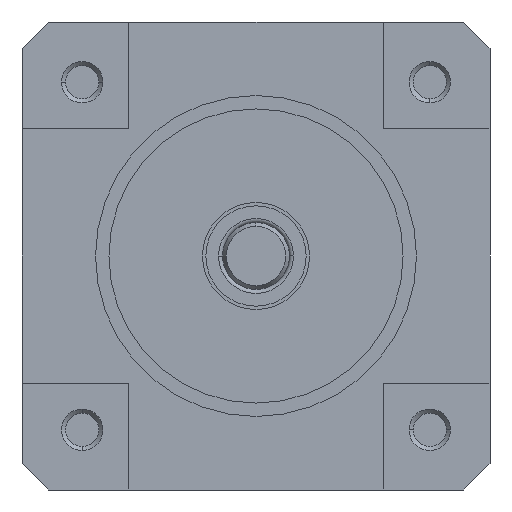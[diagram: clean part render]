
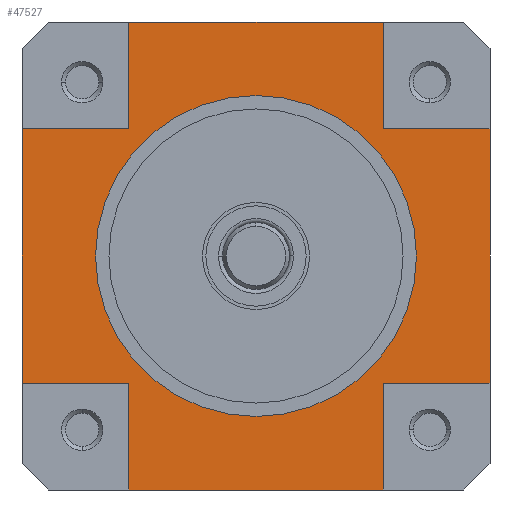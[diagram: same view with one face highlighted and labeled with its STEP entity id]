
A CAD part, left-side view. The second image highlights one B-rep face of the part: STEP entity #47527.
In plain terms, the highlighted planar face has unit normal (-1, 0, 0).
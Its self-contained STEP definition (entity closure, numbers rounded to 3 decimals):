
#11623=DIRECTION('',(0.,0.,1.));
#11624=VECTOR('',#11623,8.);
#11625=CARTESIAN_POINT('',(-11.35,9.5,-17.5));
#11626=LINE('',#11625,#11624);
#11627=DIRECTION('',(0.,-1.,0.));
#11628=VECTOR('',#11627,8.);
#11629=CARTESIAN_POINT('',(-11.35,17.5,-9.5));
#11630=LINE('',#11629,#11628);
#11631=DIRECTION('',(0.,0.,-1.));
#11632=VECTOR('',#11631,19.);
#11633=CARTESIAN_POINT('',(-11.35,17.5,9.5));
#11634=LINE('',#11633,#11632);
#11635=DIRECTION('',(0.,-1.,0.));
#11636=VECTOR('',#11635,8.);
#11637=CARTESIAN_POINT('',(-11.35,17.5,9.5));
#11638=LINE('',#11637,#11636);
#11639=DIRECTION('',(0.,0.,-1.));
#11640=VECTOR('',#11639,8.);
#11641=CARTESIAN_POINT('',(-11.35,9.5,17.5));
#11642=LINE('',#11641,#11640);
#11643=DIRECTION('',(0.,1.,0.));
#11644=VECTOR('',#11643,19.);
#11645=CARTESIAN_POINT('',(-11.35,-9.5,17.5));
#11646=LINE('',#11645,#11644);
#11647=DIRECTION('',(0.,0.,-1.));
#11648=VECTOR('',#11647,8.);
#11649=CARTESIAN_POINT('',(-11.35,-9.5,17.5));
#11650=LINE('',#11649,#11648);
#11651=DIRECTION('',(0.,1.,0.));
#11652=VECTOR('',#11651,8.);
#11653=CARTESIAN_POINT('',(-11.35,-17.5,9.5));
#11654=LINE('',#11653,#11652);
#11655=DIRECTION('',(0.,0.,1.));
#11656=VECTOR('',#11655,19.);
#11657=CARTESIAN_POINT('',(-11.35,-17.5,-9.5));
#11658=LINE('',#11657,#11656);
#11659=DIRECTION('',(0.,1.,0.));
#11660=VECTOR('',#11659,8.);
#11661=CARTESIAN_POINT('',(-11.35,-17.5,-9.5));
#11662=LINE('',#11661,#11660);
#11663=DIRECTION('',(0.,0.,1.));
#11664=VECTOR('',#11663,8.);
#11665=CARTESIAN_POINT('',(-11.35,-9.5,-17.5));
#11666=LINE('',#11665,#11664);
#11667=DIRECTION('',(0.,-1.,0.));
#11668=VECTOR('',#11667,19.);
#11669=CARTESIAN_POINT('',(-11.35,9.5,-17.5));
#11670=LINE('',#11669,#11668);
#11671=CARTESIAN_POINT('',(-11.35,0.,0.));
#11672=DIRECTION('',(-1.,0.,0.));
#11673=DIRECTION('',(0.,1.,0.));
#11674=AXIS2_PLACEMENT_3D('',#11671,#11672,#11673);
#11676=CARTESIAN_POINT('',(-11.35,0.,0.));
#11677=DIRECTION('',(-1.,0.,0.));
#11678=DIRECTION('',(0.,-1.,0.));
#11679=AXIS2_PLACEMENT_3D('',#11676,#11677,#11678);
#28570=CARTESIAN_POINT('',(-11.35,12.,0.));
#28571=CARTESIAN_POINT('',(-11.35,-12.,0.));
#28572=VERTEX_POINT('',#28570);
#28573=VERTEX_POINT('',#28571);
#28674=CARTESIAN_POINT('',(-11.35,9.5,-17.5));
#28675=CARTESIAN_POINT('',(-11.35,9.5,-9.5));
#28676=VERTEX_POINT('',#28674);
#28677=VERTEX_POINT('',#28675);
#28678=CARTESIAN_POINT('',(-11.35,17.5,-9.5));
#28679=VERTEX_POINT('',#28678);
#28680=CARTESIAN_POINT('',(-11.35,17.5,9.5));
#28681=CARTESIAN_POINT('',(-11.35,9.5,9.5));
#28682=VERTEX_POINT('',#28680);
#28683=VERTEX_POINT('',#28681);
#28684=CARTESIAN_POINT('',(-11.35,9.5,17.5));
#28685=VERTEX_POINT('',#28684);
#28686=CARTESIAN_POINT('',(-11.35,-17.5,-9.5));
#28687=CARTESIAN_POINT('',(-11.35,-9.5,-9.5));
#28688=VERTEX_POINT('',#28686);
#28689=VERTEX_POINT('',#28687);
#28690=CARTESIAN_POINT('',(-11.35,-9.5,-17.5));
#28691=VERTEX_POINT('',#28690);
#28692=CARTESIAN_POINT('',(-11.35,-9.5,17.5));
#28693=CARTESIAN_POINT('',(-11.35,-9.5,9.5));
#28694=VERTEX_POINT('',#28692);
#28695=VERTEX_POINT('',#28693);
#28696=CARTESIAN_POINT('',(-11.35,-17.5,9.5));
#28697=VERTEX_POINT('',#28696);
#47495=CARTESIAN_POINT('',(-11.35,0.,0.));
#47496=DIRECTION('',(-1.,0.,0.));
#47497=DIRECTION('',(0.,0.,-1.));
#47498=AXIS2_PLACEMENT_3D('',#47495,#47496,#47497);
#47499=PLANE('',#47498);
#47501=ORIENTED_EDGE('',*,*,#47500,.T.);
#47503=ORIENTED_EDGE('',*,*,#47502,.F.);
#47504=ORIENTED_EDGE('',*,*,#38141,.F.);
#47506=ORIENTED_EDGE('',*,*,#47505,.T.);
#47508=ORIENTED_EDGE('',*,*,#47507,.F.);
#47509=ORIENTED_EDGE('',*,*,#37970,.F.);
#47511=ORIENTED_EDGE('',*,*,#47510,.T.);
#47512=ORIENTED_EDGE('',*,*,#47486,.F.);
#47513=ORIENTED_EDGE('',*,*,#38496,.F.);
#47515=ORIENTED_EDGE('',*,*,#47514,.T.);
#47517=ORIENTED_EDGE('',*,*,#47516,.F.);
#47518=ORIENTED_EDGE('',*,*,#38313,.F.);
#47519=EDGE_LOOP('',(#47501,#47503,#47504,#47506,#47508,#47509,#47511,#47512,
#47513,#47515,#47517,#47518));
#47520=FACE_OUTER_BOUND('',#47519,.F.);
#47522=ORIENTED_EDGE('',*,*,#47521,.T.);
#47524=ORIENTED_EDGE('',*,*,#47523,.T.);
#47525=EDGE_LOOP('',(#47522,#47524));
#47526=FACE_BOUND('',#47525,.F.);
#47527=ADVANCED_FACE('',(#47520,#47526),#47499,.T.);
#11675=CIRCLE('',#11674,12.);
#11680=CIRCLE('',#11679,12.);
#37970=EDGE_CURVE('',#28694,#28685,#11646,.T.);
#38141=EDGE_CURVE('',#28682,#28679,#11634,.T.);
#38313=EDGE_CURVE('',#28676,#28691,#11670,.T.);
#38496=EDGE_CURVE('',#28688,#28697,#11658,.T.);
#47486=EDGE_CURVE('',#28697,#28695,#11654,.T.);
#47500=EDGE_CURVE('',#28676,#28677,#11626,.T.);
#47502=EDGE_CURVE('',#28679,#28677,#11630,.T.);
#47505=EDGE_CURVE('',#28682,#28683,#11638,.T.);
#47507=EDGE_CURVE('',#28685,#28683,#11642,.T.);
#47510=EDGE_CURVE('',#28694,#28695,#11650,.T.);
#47514=EDGE_CURVE('',#28688,#28689,#11662,.T.);
#47516=EDGE_CURVE('',#28691,#28689,#11666,.T.);
#47521=EDGE_CURVE('',#28572,#28573,#11675,.T.);
#47523=EDGE_CURVE('',#28573,#28572,#11680,.T.);
